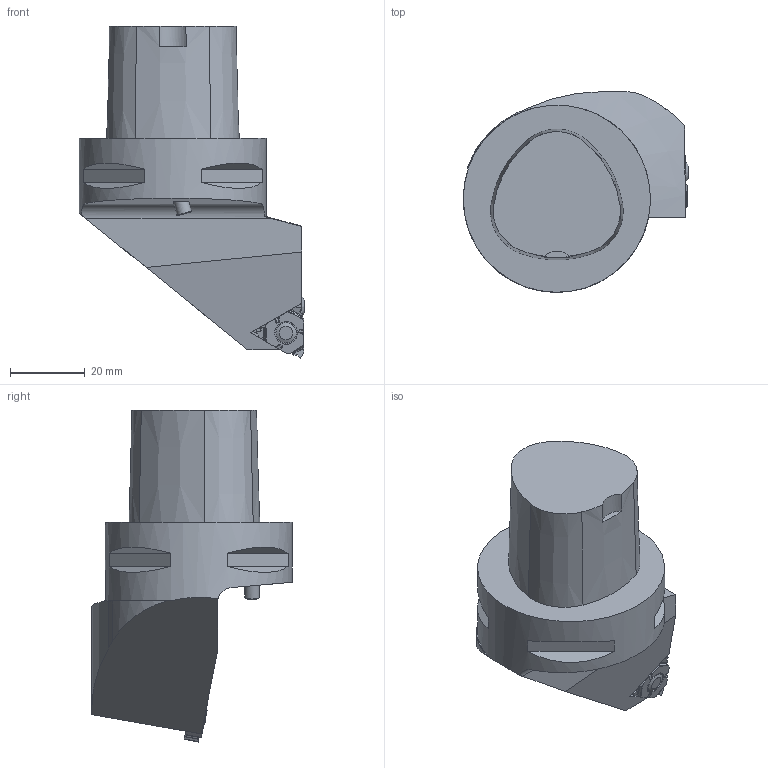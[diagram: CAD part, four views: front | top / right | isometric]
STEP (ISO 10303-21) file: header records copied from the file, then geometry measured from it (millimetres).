
FILE_DESCRIPTION(/* description */ (''),/* implementation_level */ '2;1');
FILE_NAME(/* name */ '1683803613758.stp',/* time_stamp */ '2023-05-11T16:44:03+05:00',/* author */ (''),/* organization */ ('SMS'),/* preprocessor_version */ 'ST-DEVELOPER v16.7',/* originating_system */ 'SIEMENS PLM Software NX 12.0',/* authorisation */ '');
FILE_SCHEMA (('AUTOMOTIVE_DESIGN { 1 0 10303 214 3 1 1 1 }'));
Length unit declared in the file: millimetre
Products named in the file (4): ASSEMBLY_CONSTRUCTION; 202690723mod000_00; 204718919mod000_00; 204718921mod000_00
Assembly tree (3 placements, depth 2):
  204718921mod000_00
    204718919mod000_00
    202690723mod000_00
    ASSEMBLY_CONSTRUCTION
Bounding box: 60.22 x 53.64 x 88.68 mm (x, y, z)
Volume: 102178.4 mm3; surface area: 15390.6 mm2
Topology: 2 solids, 2 shells, 174 faces, 459 edges, 302 vertices
Faces by surface type: plane 78, cylinder 59, cone 10, bspline 10, extrusion 9, torus 4, sphere 4
Full cylindrical faces by diameter (mm): 4 x1, 4.4 x2, 5.45 x1, 50 x1
Entity records: 6519 total; most frequent: CARTESIAN_POINT 2115, DIRECTION 895, ORIENTED_EDGE 872, EDGE_CURVE 436, AXIS2_PLACEMENT_3D 323, VERTEX_POINT 289, VECTOR 249, LINE 240
